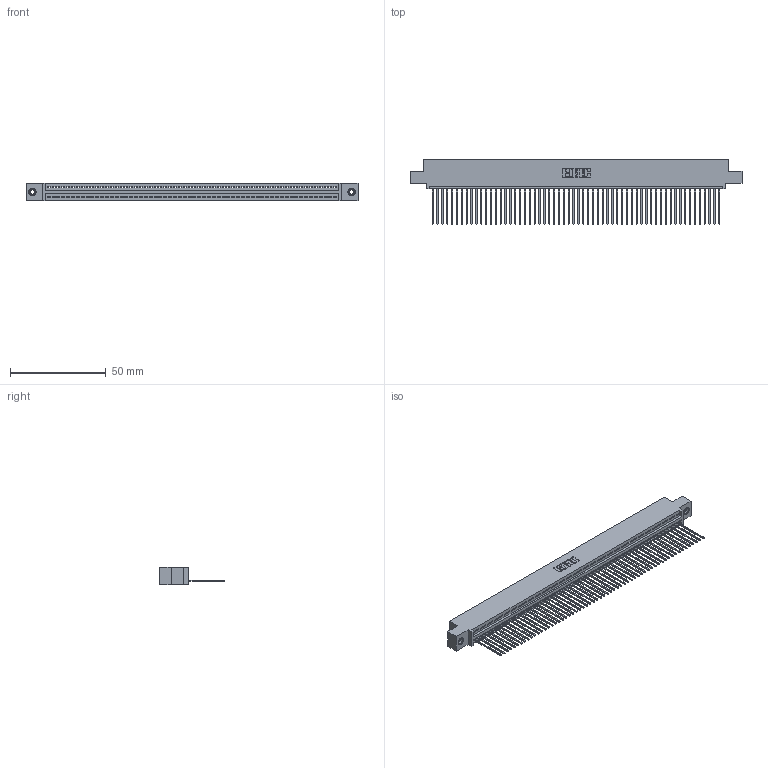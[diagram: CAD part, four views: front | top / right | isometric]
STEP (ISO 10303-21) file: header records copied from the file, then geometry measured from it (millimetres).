
FILE_DESCRIPTION (( 'STEP AP203' ), '1' );
FILE_NAME ('395-060-541-408.STEP', '2019-10-24T12:29:30', ( '' ), ( '' ), 'SwSTEP 2.0', 'SolidWorks 2016', '' );
FILE_SCHEMA (( 'CONFIG_CONTROL_DESIGN' ));
Length unit declared in the file: inch
Products named in the file (4): 345 Part_0.110 Offset - 0.156 Dia-TI; 395-060-541-408; 345-250-001_345-250-003-102; 345-292-001_345-293-141
Assembly tree (63 placements, depth 2):
  395-060-541-408
    345 Part_0.110 Offset - 0.156 Dia-TI
    345-292-001_345-293-141  x60
    345-250-001_345-250-003-102  x2
Bounding box: 173.61 x 33.96 x 9.4 mm (x, y, z)
Volume: 16755.1 mm3; surface area: 23776.7 mm2
Topology: 63 solids, 63 shells, 3670 faces, 11049 edges, 7278 vertices
Faces by surface type: plane 2516, cylinder 1138, cone 12, torus 4
Entity records: 44070 total; most frequent: CARTESIAN_POINT 7615, ORIENTED_EDGE 7602, DIRECTION 6651, EDGE_CURVE 3801, VECTOR 3409, LINE 3409, VERTEX_POINT 2528, AXIS2_PLACEMENT_3D 1621
